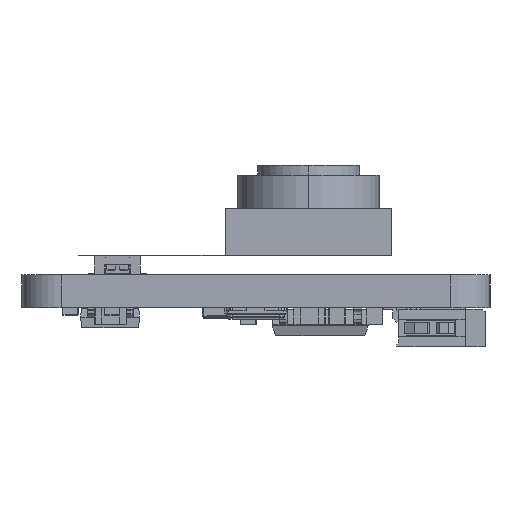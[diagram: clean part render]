
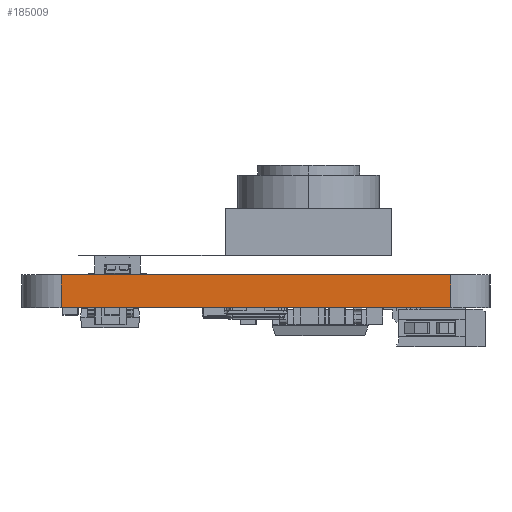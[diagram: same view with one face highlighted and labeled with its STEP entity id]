
A CAD part, left-side view. The second image highlights one B-rep face of the part: STEP entity #185009.
In plain terms, the highlighted planar face has unit normal (-1, 0, 0).
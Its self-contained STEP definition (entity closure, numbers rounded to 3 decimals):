
#17324 = EDGE_CURVE ( 'NONE', #104116, #78598, #83785, .T. ) ;
#30432 = DIRECTION ( 'NONE',  ( 0., 1., 0. ) ) ;
#36586 = VERTEX_POINT ( 'NONE', #121203 ) ;
#51782 = CARTESIAN_POINT ( 'NONE',  ( -52.5, 10.57, -1.671 ) ) ;
#69425 = CARTESIAN_POINT ( 'NONE',  ( -52.5, -9.292, -1.671 ) ) ;
#75671 = PLANE ( 'NONE',  #201324 ) ;
#78598 = VERTEX_POINT ( 'NONE', #94511 ) ;
#80063 = EDGE_CURVE ( 'NONE', #36586, #231882, #122040, .T. ) ;
#83785 = LINE ( 'NONE', #208068, #226452 ) ;
#89424 = LINE ( 'NONE', #219658, #185337 ) ;
#94511 = CARTESIAN_POINT ( 'NONE',  ( -52.5, -9.292, 0. ) ) ;
#97997 = DIRECTION ( 'NONE',  ( -1., 0., 0. ) ) ;
#104116 = VERTEX_POINT ( 'NONE', #223863 ) ;
#120333 = DIRECTION ( 'NONE',  ( 0., 0., 1. ) ) ;
#121203 = CARTESIAN_POINT ( 'NONE',  ( -52.5, 10.57, -1.671 ) ) ;
#122040 = LINE ( 'NONE', #51782, #297755 ) ;
#126722 = DIRECTION ( 'NONE',  ( 0., 0., 1. ) ) ;
#137204 = EDGE_LOOP ( 'NONE', ( #201785, #251781, #194033, #266867 ) ) ;
#139901 = CARTESIAN_POINT ( 'NONE',  ( -52.5, 10.57, 0. ) ) ;
#150152 = LINE ( 'NONE', #271473, #289759 ) ;
#185009 = ADVANCED_FACE ( 'NONE', ( #259271 ), #75671, .T. ) ;
#185337 = VECTOR ( 'NONE', #243557, 1000. ) ;
#187242 = DIRECTION ( 'NONE',  ( 0., 0., 1. ) ) ;
#194033 = ORIENTED_EDGE ( 'NONE', *, *, #80063, .F. ) ;
#201324 = AXIS2_PLACEMENT_3D ( 'NONE', #69425, #97997, #120333 ) ;
#201785 = ORIENTED_EDGE ( 'NONE', *, *, #17324, .T. ) ;
#208068 = CARTESIAN_POINT ( 'NONE',  ( -52.5, -9.292, -1.671 ) ) ;
#208554 = EDGE_CURVE ( 'NONE', #104116, #36586, #89424, .T. ) ;
#219658 = CARTESIAN_POINT ( 'NONE',  ( -52.5, -9.292, -1.671 ) ) ;
#223863 = CARTESIAN_POINT ( 'NONE',  ( -52.5, -9.292, -1.671 ) ) ;
#226452 = VECTOR ( 'NONE', #187242, 1000. ) ;
#231882 = VERTEX_POINT ( 'NONE', #139901 ) ;
#243557 = DIRECTION ( 'NONE',  ( 0., 1., 0. ) ) ;
#251781 = ORIENTED_EDGE ( 'NONE', *, *, #278636, .T. ) ;
#259271 = FACE_OUTER_BOUND ( 'NONE', #137204, .T. ) ;
#266867 = ORIENTED_EDGE ( 'NONE', *, *, #208554, .F. ) ;
#271473 = CARTESIAN_POINT ( 'NONE',  ( -52.5, -9.292, 0. ) ) ;
#278636 = EDGE_CURVE ( 'NONE', #78598, #231882, #150152, .T. ) ;
#289759 = VECTOR ( 'NONE', #30432, 1000. ) ;
#297755 = VECTOR ( 'NONE', #126722, 1000. ) ;
